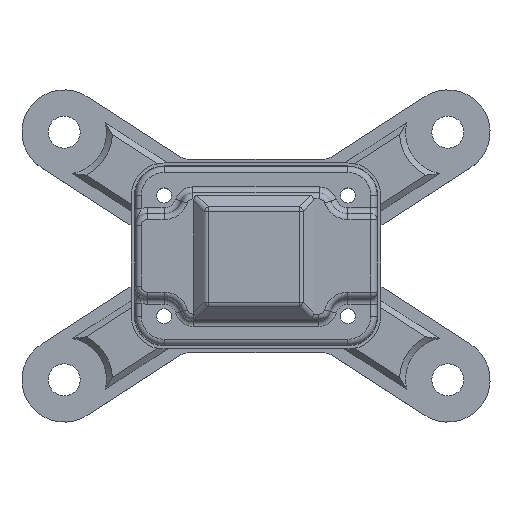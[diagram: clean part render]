
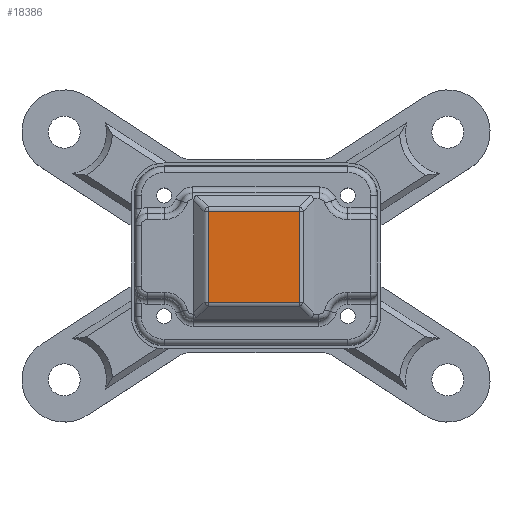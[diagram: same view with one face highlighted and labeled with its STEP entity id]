
A CAD part, top view. The second image highlights one B-rep face of the part: STEP entity #18386.
In plain terms, the highlighted planar face has unit normal (0, 0, 1).
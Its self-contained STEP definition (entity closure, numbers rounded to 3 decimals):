
#2856=LINE('',#30554,#4800);
#2858=LINE('',#30571,#4802);
#2862=LINE('',#30588,#4806);
#2864=LINE('',#30591,#4808);
#4800=VECTOR('',#24376,10.);
#4802=VECTOR('',#24396,10.);
#4806=VECTOR('',#24404,10.);
#4808=VECTOR('',#24408,10.);
#5536=PLANE('',#19864);
#6402=FACE_OUTER_BOUND('',#7424,.T.);
#7424=EDGE_LOOP('',(#17108,#17109,#17110,#17111));
#9743=VERTEX_POINT('',#30542);
#9746=VERTEX_POINT('',#30549);
#9749=VERTEX_POINT('',#30559);
#9750=VERTEX_POINT('',#30563);
#12210=EDGE_CURVE('',#9743,#9746,#2856,.T.);
#12218=EDGE_CURVE('',#9750,#9749,#2858,.T.);
#12223=EDGE_CURVE('',#9746,#9750,#2862,.T.);
#12225=EDGE_CURVE('',#9749,#9743,#2864,.T.);
#17108=ORIENTED_EDGE('',*,*,#12218,.F.);
#17109=ORIENTED_EDGE('',*,*,#12223,.F.);
#17110=ORIENTED_EDGE('',*,*,#12210,.F.);
#17111=ORIENTED_EDGE('',*,*,#12225,.F.);
#18386=ADVANCED_FACE('',(#6402),#5536,.T.);
#19864=AXIS2_PLACEMENT_3D('',#30647,#24433,#24434);
#24376=DIRECTION('',(0.,1.,0.));
#24396=DIRECTION('',(0.,-1.,0.));
#24404=DIRECTION('',(1.,0.,0.));
#24408=DIRECTION('',(-1.,0.,0.));
#24433=DIRECTION('center_axis',(0.,0.,1.));
#24434=DIRECTION('ref_axis',(1.,0.,0.));
#30542=CARTESIAN_POINT('',(-15.186,0.114,1.65));
#30549=CARTESIAN_POINT('',(-15.186,15.186,1.65));
#30554=CARTESIAN_POINT('',(-15.186,10.138,1.65));
#30559=CARTESIAN_POINT('',(-0.114,0.114,1.65));
#30563=CARTESIAN_POINT('',(-0.114,15.186,1.65));
#30571=CARTESIAN_POINT('',(-0.114,5.163,1.65));
#30588=CARTESIAN_POINT('',(-5.162,15.186,1.65));
#30591=CARTESIAN_POINT('',(-10.137,0.114,1.65));
#30647=CARTESIAN_POINT('Origin',(-7.65,7.65,1.65));
